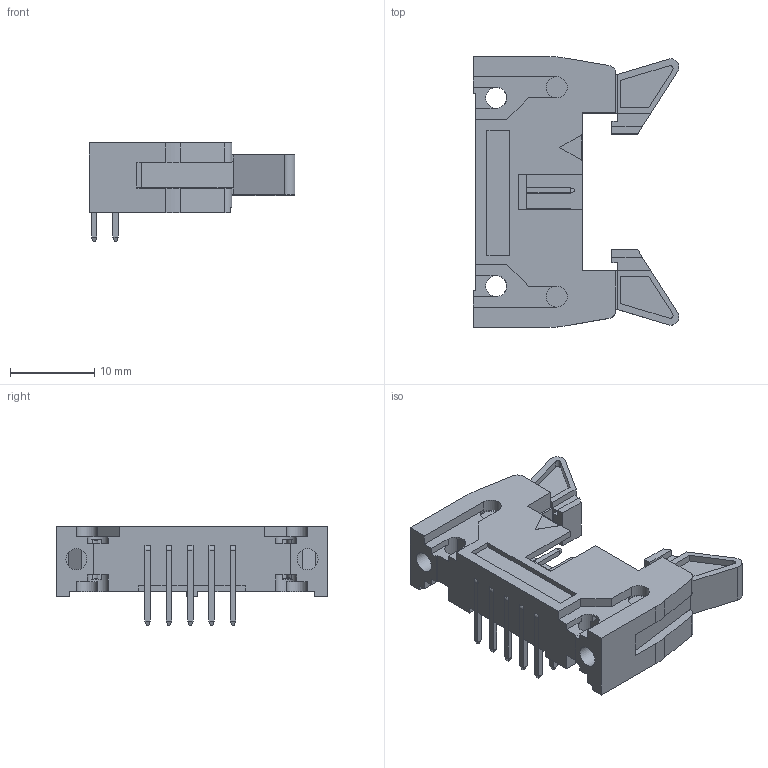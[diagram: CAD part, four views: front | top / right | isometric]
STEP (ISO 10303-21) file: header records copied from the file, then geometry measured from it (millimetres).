
FILE_DESCRIPTION(/* description */ ('Unknown'),/* implementation_level */ '2;1');
FILE_NAME(/* name */ 'J_Wurth_WR-BHD_61201022121',/* time_stamp */ '2025-05-14T15:03:00+08:00',/* author */ ('Unknown'),/* organization */ ('Unknown'),/* preprocessor_version */ 'ST-DEVELOPER v19.4',/* originating_system */ 'Solid Edge',/* authorisation */ 'Unknown');
FILE_SCHEMA (('AUTOMOTIVE_DESIGN {1 0 10303 214 3 1 1}'));
Length unit declared in the file: millimetre
Products named in the file (2): J_Wurth_WR-BHD_61201022121
Assembly tree (1 placements, depth 2):
  J_Wurth_WR-BHD_61201022121
    J_Wurth_WR-BHD_61201022121
Bounding box: 24.5 x 32.2 x 11.71 mm (x, y, z)
Volume: 2515.2 mm3; surface area: 4234.7 mm2
Topology: 13 solids, 13 shells, 441 faces, 1166 edges, 745 vertices
Faces by surface type: plane 399, cylinder 42
Full cylindrical faces by diameter (mm): 2.5 x16
Entity records: 13429 total; most frequent: CARTESIAN_POINT 2336, ORIENTED_EDGE 2298, DIRECTION 2139, EDGE_CURVE 1149, LINE 1045, VECTOR 1045, VERTEX_POINT 744, AXIS2_PLACEMENT_3D 547
